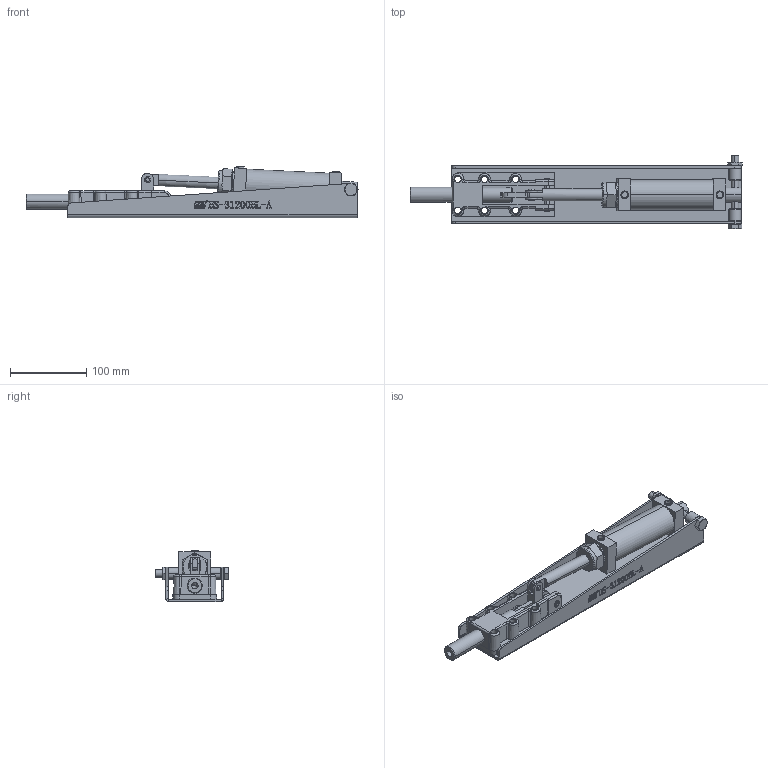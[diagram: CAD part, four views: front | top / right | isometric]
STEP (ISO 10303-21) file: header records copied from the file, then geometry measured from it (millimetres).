
FILE_DESCRIPTION (( 'STEP AP203' ), '1' );
FILE_NAME ('HS-31200HL-A 装配体.STEP', '2018-12-07T08:49:52', ( 'PCOS' ), ( '微软中国' ), 'SwSTEP 2.0', 'SolidWorks 2012', '' );
FILE_SCHEMA (( 'CONFIG_CONTROL_DESIGN' ));
Products named in the file (14): HS-31200HL-A 蚾饜极; 种杶; hex thin nuts-grades ab-chamfered gb_GB_FASTENER_NUT_STNAB M10-N; hexagon head bolts-full thread gb_GB_FASTENER_BOLT_STBAB A M10X90-N; 蚐詰; 挴裝; 种2; 种1; 蹟譫; 蟀裝2; 蟀裝; 活塞杆; 菁釱; 菁殤
Assembly tree (15 placements, depth 2):
  HS-31200HL-A 蚾饜极
    菁殤
    菁釱
    活塞杆
    蟀裝
    蟀裝2
    蹟譫
    种1  x2
    种2
    挴裝
    蚐詰
    hexagon head bolts-full thread gb_GB_FASTENER_BOLT_STBAB A M10X90-N
    hex thin nuts-grades ab-chamfered gb_GB_FASTENER_NUT_STNAB M10-N
    种杶  x2
Bounding box: 436.74 x 96.58 x 67.32 mm (x, y, z)
Volume: 565543.3 mm3; surface area: 207612.5 mm2
Topology: 15 solids, 15 shells, 814 faces, 2111 edges, 1373 vertices
Faces by surface type: plane 382, bspline 176, cylinder 165, cone 57, torus 34
Entity records: 33878 total; most frequent: CARTESIAN_POINT 13666, ORIENTED_EDGE 4142, DIRECTION 3371, EDGE_CURVE 2071, VERTEX_POINT 1349, LINE 1193, VECTOR 1193, AXIS2_PLACEMENT_3D 1089
